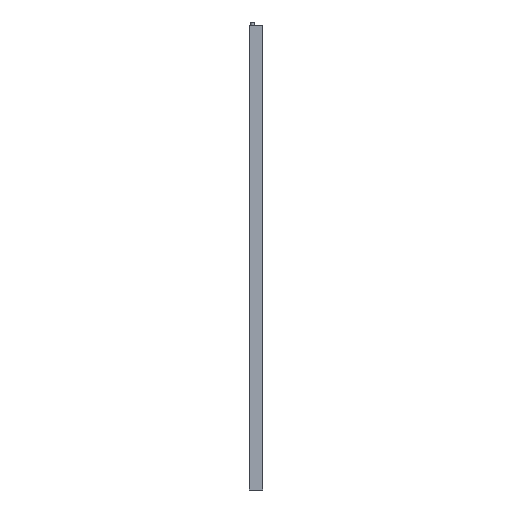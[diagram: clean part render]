
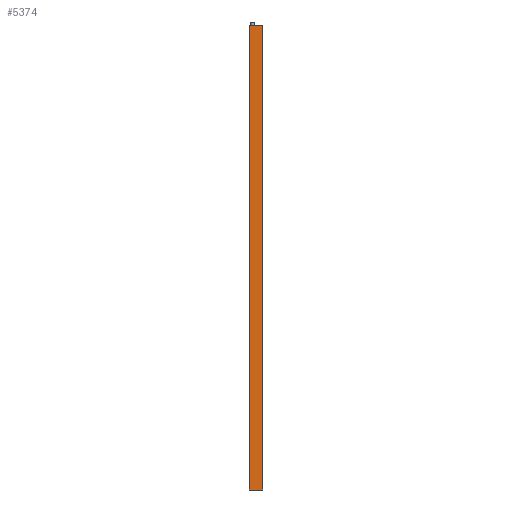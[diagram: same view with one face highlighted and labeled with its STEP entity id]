
A CAD part, left-side view. The second image highlights one B-rep face of the part: STEP entity #5374.
In plain terms, the highlighted planar face has unit normal (-1, 0.003, 0).
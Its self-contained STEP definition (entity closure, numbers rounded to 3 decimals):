
#856 = ORIENTED_EDGE ( 'NONE', *, *, #29128, .T. ) ;
#2004 = ORIENTED_EDGE ( 'NONE', *, *, #5837, .T. ) ;
#2627 = CARTESIAN_POINT ( 'NONE',  ( -6.401, -0.198, -1050. ) ) ;
#5374 = ADVANCED_FACE ( 'NONE', ( #16086 ), #21247, .F. ) ;
#5463 = VERTEX_POINT ( 'NONE', #11241 ) ;
#5837 = EDGE_CURVE ( 'NONE', #9946, #5463, #16222, .T. ) ;
#6454 = CARTESIAN_POINT ( 'NONE',  ( -6.4, 0.002, -1050. ) ) ;
#7718 = CARTESIAN_POINT ( 'NONE',  ( -6.498, -29.5, -1050. ) ) ;
#9317 = DIRECTION ( 'NONE',  ( 0.003, 1., 0. ) ) ;
#9946 = VERTEX_POINT ( 'NONE', #10526 ) ;
#10526 = CARTESIAN_POINT ( 'NONE',  ( -6.401, -0.198, 0. ) ) ;
#11027 = EDGE_CURVE ( 'NONE', #14196, #17145, #28489, .T. ) ;
#11241 = CARTESIAN_POINT ( 'NONE',  ( -6.401, -0.198, -1050. ) ) ;
#13538 = DIRECTION ( 'NONE',  ( 0., 0., -1. ) ) ;
#13921 = VECTOR ( 'NONE', #20287, 1000. ) ;
#14196 = VERTEX_POINT ( 'NONE', #7718 ) ;
#14226 = ORIENTED_EDGE ( 'NONE', *, *, #30263, .F. ) ;
#14829 = VECTOR ( 'NONE', #9317, 1000. ) ;
#15672 = AXIS2_PLACEMENT_3D ( 'NONE', #32127, #29450, #15906 ) ;
#15906 = DIRECTION ( 'NONE',  ( 0.003, 1., 0. ) ) ;
#16086 = FACE_OUTER_BOUND ( 'NONE', #18782, .T. ) ;
#16222 = LINE ( 'NONE', #2627, #33915 ) ;
#17145 = VERTEX_POINT ( 'NONE', #29284 ) ;
#18162 = VECTOR ( 'NONE', #20983, 1000. ) ;
#18782 = EDGE_LOOP ( 'NONE', ( #856, #2004, #14226, #25453 ) ) ;
#19940 = LINE ( 'NONE', #29198, #18162 ) ;
#20039 = LINE ( 'NONE', #6454, #14829 ) ;
#20287 = DIRECTION ( 'NONE',  ( 0., 0., 1. ) ) ;
#20983 = DIRECTION ( 'NONE',  ( 0.003, 1., 0. ) ) ;
#21247 = PLANE ( 'NONE',  #15672 ) ;
#25453 = ORIENTED_EDGE ( 'NONE', *, *, #11027, .T. ) ;
#28489 = LINE ( 'NONE', #30823, #13921 ) ;
#29128 = EDGE_CURVE ( 'NONE', #17145, #9946, #19940, .T. ) ;
#29198 = CARTESIAN_POINT ( 'NONE',  ( -6.4, 0.002, 0. ) ) ;
#29284 = CARTESIAN_POINT ( 'NONE',  ( -6.498, -29.5, 0. ) ) ;
#29450 = DIRECTION ( 'NONE',  ( 1., -0.003, 0. ) ) ;
#30263 = EDGE_CURVE ( 'NONE', #14196, #5463, #20039, .T. ) ;
#30823 = CARTESIAN_POINT ( 'NONE',  ( -6.498, -29.5, -1050. ) ) ;
#32127 = CARTESIAN_POINT ( 'NONE',  ( -6.4, 0.002, -1050. ) ) ;
#33915 = VECTOR ( 'NONE', #13538, 1000. ) ;
